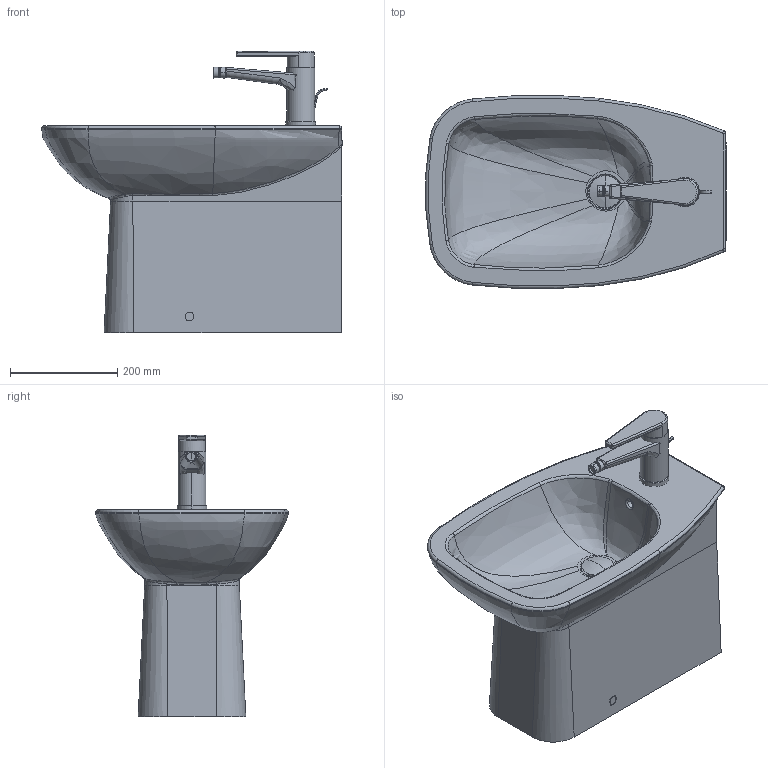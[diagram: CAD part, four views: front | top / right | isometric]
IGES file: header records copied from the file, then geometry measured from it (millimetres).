
Global section: file name: No Iges File Name specified; native system: Autodesk Inventor 2009; preprocessor: AutoDesk Inventor Iges Exporter R2009; author: Andreas; date: 20090708.183755; units: millimetre
Bounding box: 558.79 x 359.03 x 523.66 mm (x, y, z)
Volume: 11987835.1 mm3; surface area: 1186489.7 mm2
Topology: 11 solids, 11 shells, 313 faces, 739 edges, 436 vertices
Faces by surface type: plane 83, bspline 79, cylinder 77, torus 36, revolution 26, sphere 8, cone 4
